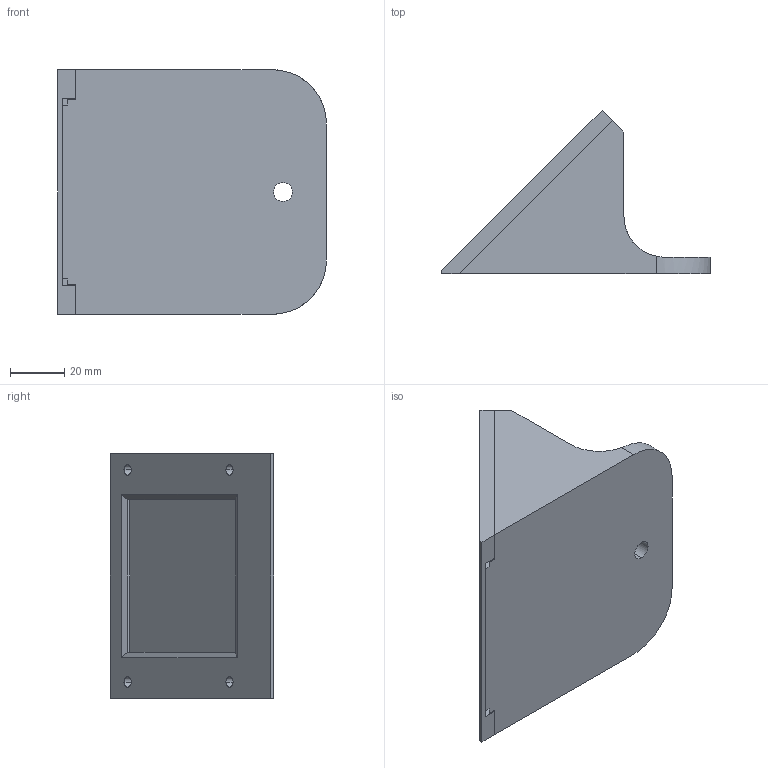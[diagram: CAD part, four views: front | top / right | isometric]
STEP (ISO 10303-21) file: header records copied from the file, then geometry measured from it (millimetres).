
FILE_DESCRIPTION (( 'STEP AP214' ), '1' );
FILE_NAME ('solar-mount-05_20220629.STEP', '2022-07-06T14:35:23', ( '' ), ( '' ), 'SwSTEP 2.0', 'SolidWorks 2021', '' );
FILE_SCHEMA (( 'AUTOMOTIVE_DESIGN' ));
Length unit declared in the file: millimetre
Products named in the file (1): solar-mount-05_20220629
Bounding box: 98.94 x 60.1 x 90 mm (x, y, z)
Volume: 207382.3 mm3; surface area: 50503.8 mm2
Topology: 3 solids, 3 shells, 86 faces, 216 edges, 136 vertices
Faces by surface type: plane 45, cylinder 27, bspline 10, torus 4
Entity records: 3268 total; most frequent: CARTESIAN_POINT 1165, ORIENTED_EDGE 424, DIRECTION 410, EDGE_CURVE 212, AXIS2_PLACEMENT_3D 139, VERTEX_POINT 136, LINE 132, VECTOR 132
